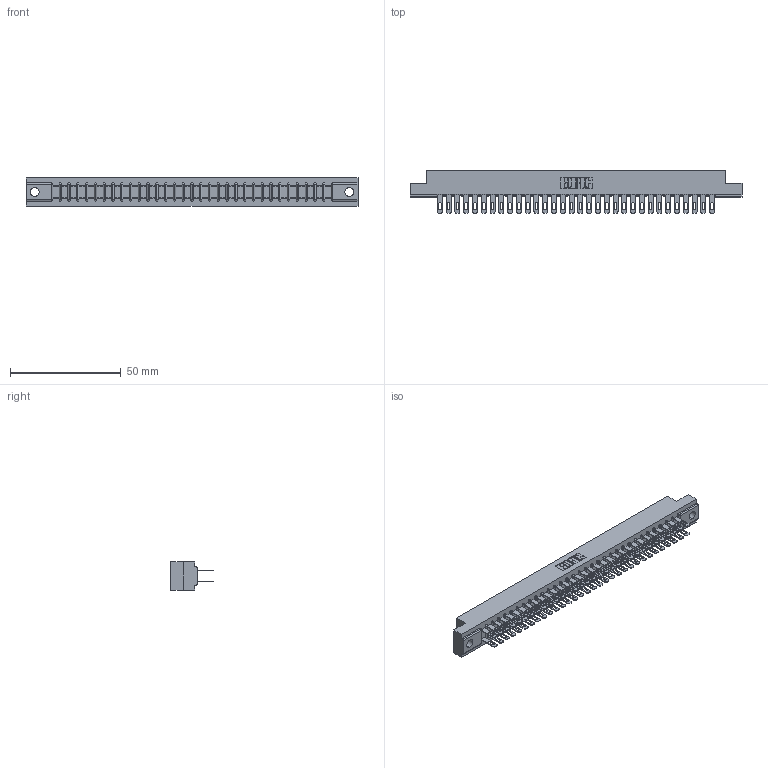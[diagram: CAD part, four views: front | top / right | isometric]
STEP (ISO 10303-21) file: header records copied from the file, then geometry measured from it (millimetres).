
FILE_DESCRIPTION (( 'STEP AP203' ), '1' );
FILE_NAME ('307-064-400-204.STEP', '2020-09-30T17:19:28', ( '' ), ( '' ), 'SwSTEP 2.0', 'SolidWorks 2020', '' );
FILE_SCHEMA (( 'CONFIG_CONTROL_DESIGN' ));
Length unit declared in the file: inch
Products named in the file (3): 307-064-400-204; 307 Part_.156 Dia Mounting Holes; 307-290-001_500
Assembly tree (65 placements, depth 2):
  307-064-400-204
    307 Part_.156 Dia Mounting Holes
    307-290-001_500  x64
Bounding box: 149.81 x 19.18 x 12.7 mm (x, y, z)
Volume: 15937 mm3; surface area: 20150 mm2
Topology: 65 solids, 65 shells, 3109 faces, 8679 edges, 5610 vertices
Faces by surface type: plane 2004, cylinder 1039, sphere 66
Entity records: 30082 total; most frequent: CARTESIAN_POINT 4926, ORIENTED_EDGE 4878, DIRECTION 4823, EDGE_CURVE 2439, LINE 1873, VECTOR 1873, VERTEX_POINT 1578, AXIS2_PLACEMENT_3D 1475
